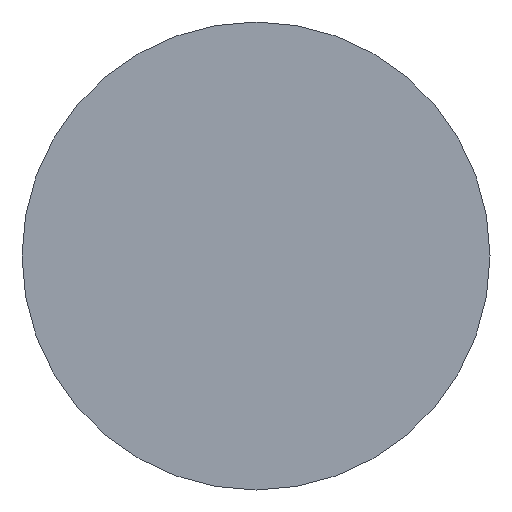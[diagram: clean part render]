
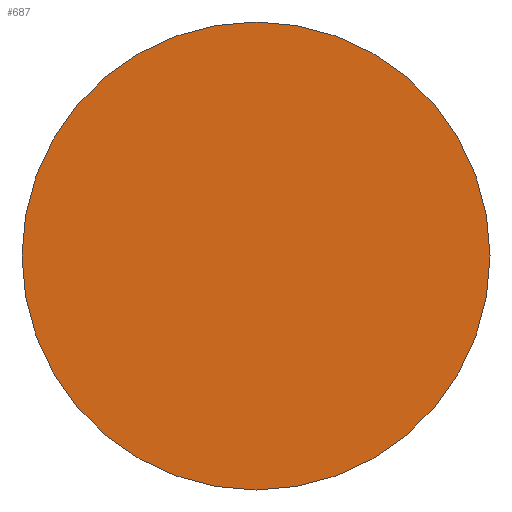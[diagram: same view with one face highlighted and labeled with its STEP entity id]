
A CAD part, left-side view. The second image highlights one B-rep face of the part: STEP entity #687.
In plain terms, the highlighted planar face has unit normal (-1, 0, 0).
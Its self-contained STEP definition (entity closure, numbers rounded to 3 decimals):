
#25=CIRCLE('',#754,8.);
#73=FACE_OUTER_BOUND('',#112,.T.);
#112=EDGE_LOOP('',(#525));
#311=VERTEX_POINT('',#1075);
#390=EDGE_CURVE('',#311,#311,#25,.T.);
#525=ORIENTED_EDGE('',*,*,#390,.F.);
#659=PLANE('',#753);
#687=ADVANCED_FACE('',(#73),#659,.F.);
#753=AXIS2_PLACEMENT_3D('',#1074,#870,#871);
#754=AXIS2_PLACEMENT_3D('',#1076,#872,#873);
#870=DIRECTION('center_axis',(1.,0.,0.));
#871=DIRECTION('ref_axis',(0.,0.,-1.));
#872=DIRECTION('center_axis',(1.,0.,0.));
#873=DIRECTION('ref_axis',(0.,0.,-1.));
#1074=CARTESIAN_POINT('Origin',(8.341,-4.172,-8.005));
#1075=CARTESIAN_POINT('',(8.341,-4.172,-0.005));
#1076=CARTESIAN_POINT('Origin',(8.341,-4.172,-8.005));
